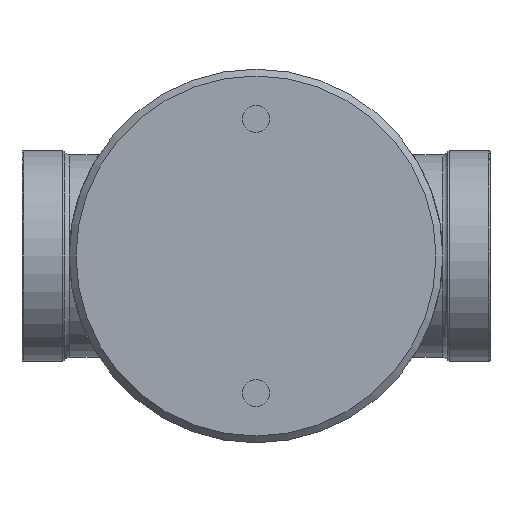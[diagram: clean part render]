
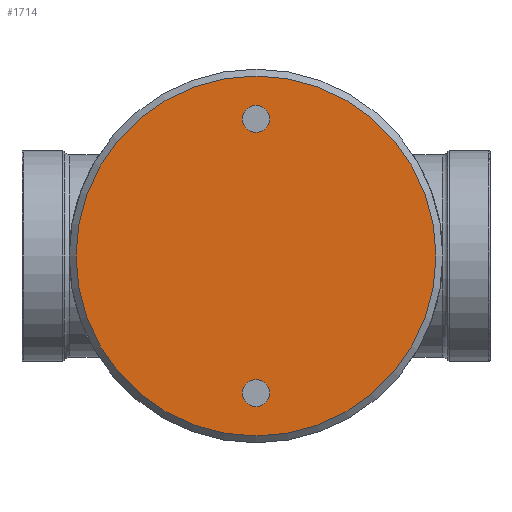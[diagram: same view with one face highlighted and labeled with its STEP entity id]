
A CAD part, front view. The second image highlights one B-rep face of the part: STEP entity #1714.
In plain terms, the highlighted planar face has unit normal (0, -1, 0).
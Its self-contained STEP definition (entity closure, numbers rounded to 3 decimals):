
#3 = EDGE_LOOP ( 'NONE', ( #5859 ) ) ;
#22 = FACE_BOUND ( 'NONE', #3, .T. ) ;
#150 = DIRECTION ( 'NONE',  ( 0., 0., 1. ) ) ;
#303 = DIRECTION ( 'NONE',  ( 0., 0., -1. ) ) ;
#889 = DIRECTION ( 'NONE',  ( 0., -1., 0. ) ) ;
#1012 = CARTESIAN_POINT ( 'NONE',  ( 0., 0., -40. ) ) ;
#1118 = EDGE_CURVE ( 'NONE', #1951, #1951, #5615, .T. ) ;
#1255 = PLANE ( 'NONE',  #6499 ) ;
#1294 = CARTESIAN_POINT ( 'NONE',  ( 0., 0., 0. ) ) ;
#1399 = CARTESIAN_POINT ( 'NONE',  ( 0., 0., 36.031 ) ) ;
#1714 = ADVANCED_FACE ( 'NONE', ( #4185, #3022, #22 ), #1255, .F. ) ;
#1950 = ORIENTED_EDGE ( 'NONE', *, *, #7600, .T. ) ;
#1951 = VERTEX_POINT ( 'NONE', #1399 ) ;
#2016 = CIRCLE ( 'NONE', #6887, 52.5 ) ;
#2097 = CIRCLE ( 'NONE', #4708, 3.969 ) ;
#2574 = EDGE_LOOP ( 'NONE', ( #1950 ) ) ;
#2676 = VERTEX_POINT ( 'NONE', #6876 ) ;
#3022 = FACE_BOUND ( 'NONE', #4728, .T. ) ;
#3354 = DIRECTION ( 'NONE',  ( 0., 0., 1. ) ) ;
#3800 = CARTESIAN_POINT ( 'NONE',  ( 0., 0., 40. ) ) ;
#3998 = CARTESIAN_POINT ( 'NONE',  ( 0., 0., -43.969 ) ) ;
#4185 = FACE_OUTER_BOUND ( 'NONE', #2574, .T. ) ;
#4606 = DIRECTION ( 'NONE',  ( 0., 0., -1. ) ) ;
#4708 = AXIS2_PLACEMENT_3D ( 'NONE', #1012, #6519, #4606 ) ;
#4728 = EDGE_LOOP ( 'NONE', ( #6053 ) ) ;
#5072 = CARTESIAN_POINT ( 'NONE',  ( 0., 0., 0. ) ) ;
#5525 = DIRECTION ( 'NONE',  ( 0., 1., 0. ) ) ;
#5615 = CIRCLE ( 'NONE', #7108, 3.969 ) ;
#5859 = ORIENTED_EDGE ( 'NONE', *, *, #6143, .F. ) ;
#6053 = ORIENTED_EDGE ( 'NONE', *, *, #1118, .F. ) ;
#6143 = EDGE_CURVE ( 'NONE', #6912, #6912, #2097, .T. ) ;
#6460 = DIRECTION ( 'NONE',  ( 0., -1., 0. ) ) ;
#6499 = AXIS2_PLACEMENT_3D ( 'NONE', #1294, #5525, #150 ) ;
#6519 = DIRECTION ( 'NONE',  ( 0., -1., 0. ) ) ;
#6876 = CARTESIAN_POINT ( 'NONE',  ( 0., 0., 52.5 ) ) ;
#6887 = AXIS2_PLACEMENT_3D ( 'NONE', #5072, #6460, #3354 ) ;
#6912 = VERTEX_POINT ( 'NONE', #3998 ) ;
#7108 = AXIS2_PLACEMENT_3D ( 'NONE', #3800, #889, #303 ) ;
#7600 = EDGE_CURVE ( 'NONE', #2676, #2676, #2016, .T. ) ;
